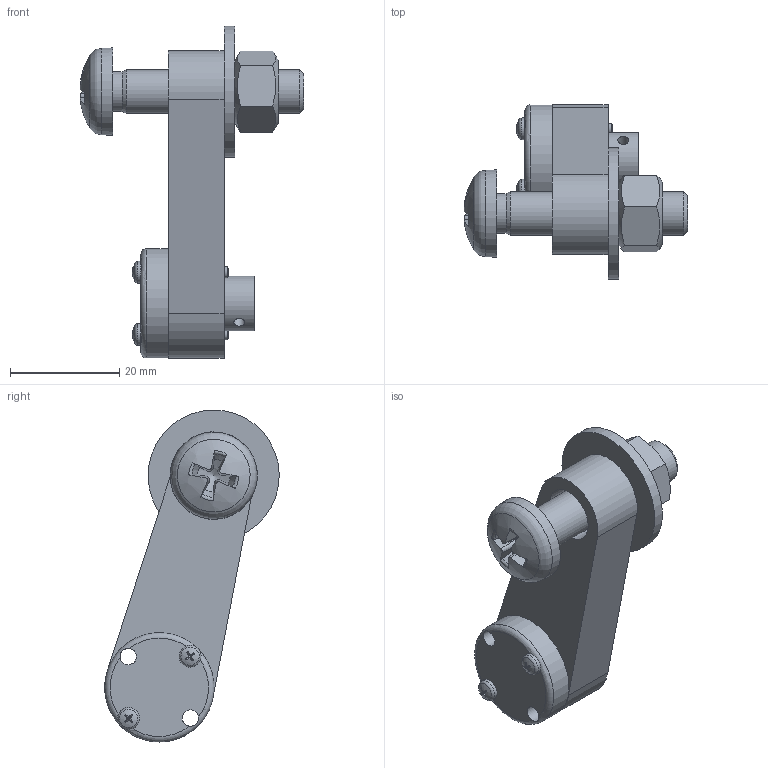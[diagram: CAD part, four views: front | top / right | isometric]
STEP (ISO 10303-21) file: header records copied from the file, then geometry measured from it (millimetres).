
FILE_DESCRIPTION(/* description */ (''),/* implementation_level */ '2;1');
FILE_NAME(/* name */ 'P1.stp',/* time_stamp */ '2021-11-15T10:23:03+02:00',/* author */ ('Mohamed Teleb'),/* organization */ (''),/* preprocessor_version */ 'ST-DEVELOPER v17',/* originating_system */ 'Autodesk Inventor 2019',/* authorisation */ '');
FILE_SCHEMA (('AUTOMOTIVE_DESIGN { 1 0 10303 214 3 1 1 }'));
Length unit declared in the file: millimetre
Products named in the file (7): Assembly1; Cranck; CranckCouplerFromServo; ISO 7045 - M8 x 35_ - 4.8 - H - ISO; ISO 7093 A - ST 8 - 140 HV; ISO 4034 - M8 - ISO; ISO 7045 - M2 x 16_ - 4.8 - H - ISO
Assembly tree (7 placements, depth 2):
  Assembly1
    Cranck
    CranckCouplerFromServo
    ISO 7045 - M8 x 35_ - 4.8 - H - ISO
    ISO 7093 A - ST 8 - 140 HV
    ISO 4034 - M8 - ISO
    ISO 7045 - M2 x 16_ - 4.8 - H - ISO  x2
Bounding box: 40.93 x 31.94 x 60.74 mm (x, y, z)
Volume: 14603.8 mm3; surface area: 9076.3 mm2
Topology: 7 solids, 7 shells, 134 faces, 348 edges, 229 vertices
Faces by surface type: plane 48, cone 40, cylinder 26, torus 17, sphere 3
Full cylindrical faces by diameter (mm): 1.783 x2, 2 x4, 3 x8, 5.7 x1, 6.647 x1, 7.323 x1, 8 x1, 8.4 x1, 10 x3, 20 x1, 24 x1
Entity records: 3973 total; most frequent: CARTESIAN_POINT 1100, DIRECTION 566, ORIENTED_EDGE 534, EDGE_CURVE 267, AXIS2_PLACEMENT_3D 247, VERTEX_POINT 177, EDGE_LOOP 134, CIRCLE 116
